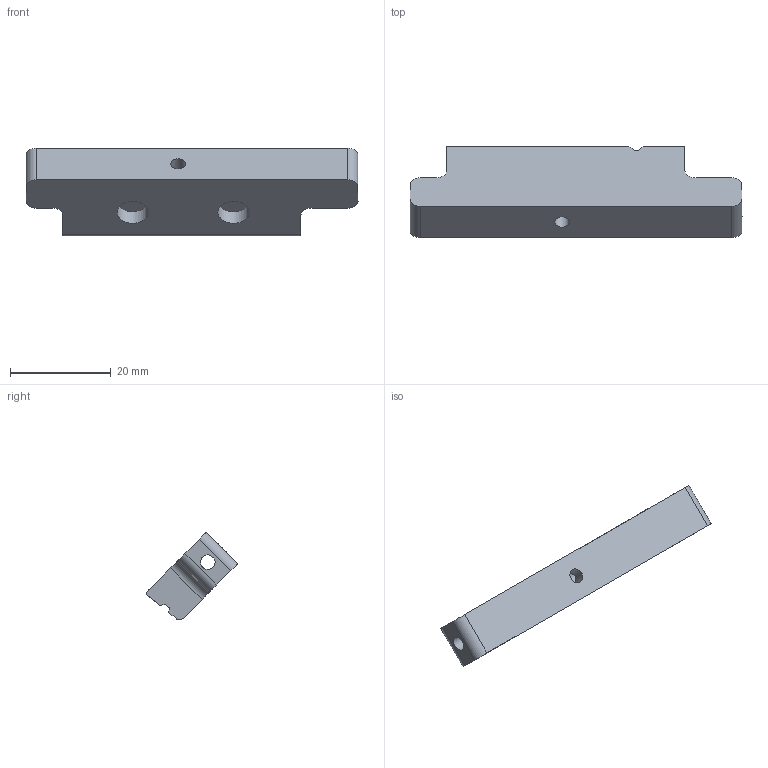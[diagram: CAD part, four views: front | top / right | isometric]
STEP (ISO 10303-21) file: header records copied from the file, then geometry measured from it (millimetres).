
FILE_DESCRIPTION(/* description */ ('CAx-IF Rec.Pracs.---Representation and Presentation of Product Manufacturing Information (PMI)---4.0---2014-10-13','CAx-IF Rec.Pracs.---3D Tessellated Geometry---0.4---2014-09-14','2;1'),/* implementation_level */ '2;1');
FILE_NAME(/* name */ 'filamentGuide',/* time_stamp */ '2025-02-11T17:05:58+09:00',/* author */ (''),/* organization */ (''),/* preprocessor_version */ 'ST-DEVELOPER v19.3',/* originating_system */ 'SIEMENS PLM Software NX2212.3001',/* authorisation */ $);
FILE_SCHEMA (('AP242_MANAGED_MODEL_BASED_3D_ENGINEERING_MIM_LF { 1 0 10303 442 3 1 4 }'));
Length unit declared in the file: millimetre
Products named in the file (1): filamentGuide
Bounding box: 65.83 x 18.14 x 17.36 mm (x, y, z)
Volume: 7451.6 mm3; surface area: 4075.6 mm2
Topology: 1 solids, 1 shells, 58 faces, 151 edges, 96 vertices
Faces by surface type: plane 26, cylinder 21, bspline 11
Full cylindrical faces by diameter (mm): 2.9 x4, 6.2 x2
Entity records: 2566 total; most frequent: CARTESIAN_POINT 575, DIRECTION 298, ORIENTED_EDGE 284, EDGE_CURVE 142, AXIS2_PLACEMENT_3D 114, VERTEX_POINT 93, LINE 70, VECTOR 70
